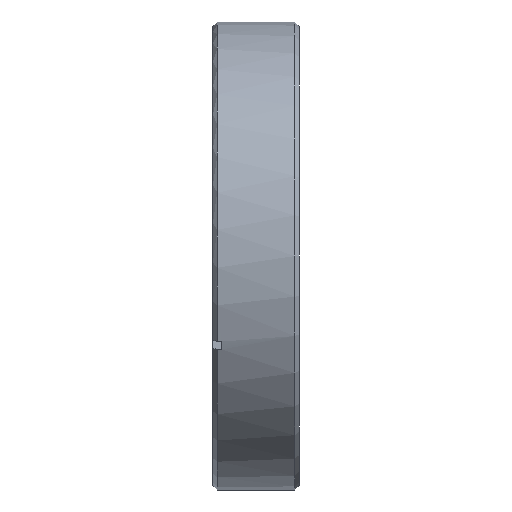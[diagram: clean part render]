
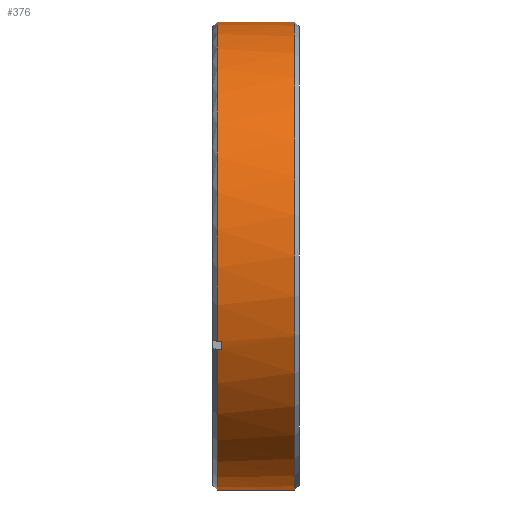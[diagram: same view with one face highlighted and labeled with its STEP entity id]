
A CAD part, front view. The second image highlights one B-rep face of the part: STEP entity #376.
In plain terms, the highlighted cylindrical face has radius 42.799 mm (diameter 85.598 mm), a partial arc.
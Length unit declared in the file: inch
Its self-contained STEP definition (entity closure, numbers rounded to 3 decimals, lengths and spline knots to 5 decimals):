
#1 = CARTESIAN_POINT ( 'NONE',  ( 0.062, -1.54461, -0.67335 ) ) ;
#12 = CARTESIAN_POINT ( 'NONE',  ( 0.59, 0., 0. ) ) ;
#81 = VERTEX_POINT ( 'NONE', #1617 ) ;
#264 = CIRCLE ( 'NONE', #1204, 1.685 ) ;
#277 = AXIS2_PLACEMENT_3D ( 'NONE', #1355, #411, #775 ) ;
#292 = DIRECTION ( 'NONE',  ( -1., 0., 0. ) ) ;
#300 = VERTEX_POINT ( 'NONE', #1156 ) ;
#310 = ORIENTED_EDGE ( 'NONE', *, *, #608, .T. ) ;
#314 = VECTOR ( 'NONE', #1490, 39.37008 ) ;
#376 = ADVANCED_FACE ( 'NONE', ( #1746 ), #2309, .T. ) ;
#391 = CARTESIAN_POINT ( 'NONE',  ( 0., 0., -1.685 ) ) ;
#411 = DIRECTION ( 'NONE',  ( 1., 0., 0. ) ) ;
#419 = VERTEX_POINT ( 'NONE', #1571 ) ;
#498 = CARTESIAN_POINT ( 'NONE',  ( 0.062, 0., 0. ) ) ;
#596 = EDGE_CURVE ( 'NONE', #81, #2030, #1443, .T. ) ;
#608 = EDGE_CURVE ( 'NONE', #2030, #1999, #2172, .T. ) ;
#625 = CARTESIAN_POINT ( 'NONE',  ( 0.062, -1.54461, -0.67335 ) ) ;
#668 = DIRECTION ( 'NONE',  ( 1., 0., 0. ) ) ;
#739 = EDGE_LOOP ( 'NONE', ( #2182, #795, #1215, #310, #1949, #1765, #1019, #967 ) ) ;
#775 = DIRECTION ( 'NONE',  ( 0., 0., -1. ) ) ;
#795 = ORIENTED_EDGE ( 'NONE', *, *, #1432, .T. ) ;
#808 = DIRECTION ( 'NONE',  ( -1., 0., 0. ) ) ;
#824 = VECTOR ( 'NONE', #1142, 39.37008 ) ;
#845 = CARTESIAN_POINT ( 'NONE',  ( 0.062, -1.56834, -0.61607 ) ) ;
#871 = VERTEX_POINT ( 'NONE', #2142 ) ;
#967 = ORIENTED_EDGE ( 'NONE', *, *, #2332, .T. ) ;
#1019 = ORIENTED_EDGE ( 'NONE', *, *, #2396, .T. ) ;
#1107 = CARTESIAN_POINT ( 'NONE',  ( 0.59, 0., -1.685 ) ) ;
#1140 = VECTOR ( 'NONE', #1983, 39.37008 ) ;
#1142 = DIRECTION ( 'NONE',  ( -1., 0., 0. ) ) ;
#1156 = CARTESIAN_POINT ( 'NONE',  ( 0.03, 0., -1.685 ) ) ;
#1165 = CARTESIAN_POINT ( 'NONE',  ( 0.03, 0., 1.685 ) ) ;
#1204 = AXIS2_PLACEMENT_3D ( 'NONE', #12, #1499, #1707 ) ;
#1207 = LINE ( 'NONE', #845, #1140 ) ;
#1215 = ORIENTED_EDGE ( 'NONE', *, *, #596, .T. ) ;
#1248 = DIRECTION ( 'NONE',  ( 0., 0., 1. ) ) ;
#1343 = CIRCLE ( 'NONE', #1418, 1.685 ) ;
#1355 = CARTESIAN_POINT ( 'NONE',  ( 0.03, 0., 0. ) ) ;
#1418 = AXIS2_PLACEMENT_3D ( 'NONE', #498, #1790, #1248 ) ;
#1432 = EDGE_CURVE ( 'NONE', #1473, #81, #264, .T. ) ;
#1443 = LINE ( 'NONE', #2354, #2210 ) ;
#1469 = AXIS2_PLACEMENT_3D ( 'NONE', #2144, #808, #1756 ) ;
#1473 = VERTEX_POINT ( 'NONE', #1107 ) ;
#1490 = DIRECTION ( 'NONE',  ( -1., 0., 0. ) ) ;
#1499 = DIRECTION ( 'NONE',  ( -1., 0., 0. ) ) ;
#1571 = CARTESIAN_POINT ( 'NONE',  ( 0.03, -1.54461, -0.67335 ) ) ;
#1589 = VERTEX_POINT ( 'NONE', #625 ) ;
#1617 = CARTESIAN_POINT ( 'NONE',  ( 0.59, 0., 1.685 ) ) ;
#1638 = CARTESIAN_POINT ( 'NONE',  ( 0.03, 0., 0. ) ) ;
#1707 = DIRECTION ( 'NONE',  ( 0., 0., 1. ) ) ;
#1746 = FACE_OUTER_BOUND ( 'NONE', #739, .T. ) ;
#1756 = DIRECTION ( 'NONE',  ( 0., 0., 1. ) ) ;
#1764 = EDGE_CURVE ( 'NONE', #1589, #871, #1343, .T. ) ;
#1765 = ORIENTED_EDGE ( 'NONE', *, *, #1764, .F. ) ;
#1790 = DIRECTION ( 'NONE',  ( -1., 0., 0. ) ) ;
#1890 = EDGE_CURVE ( 'NONE', #1473, #300, #2075, .T. ) ;
#1907 = LINE ( 'NONE', #1, #314 ) ;
#1912 = CARTESIAN_POINT ( 'NONE',  ( 0.03, -1.56834, -0.61607 ) ) ;
#1935 = EDGE_CURVE ( 'NONE', #871, #1999, #1207, .T. ) ;
#1949 = ORIENTED_EDGE ( 'NONE', *, *, #1935, .F. ) ;
#1983 = DIRECTION ( 'NONE',  ( -1., 0., 0. ) ) ;
#1999 = VERTEX_POINT ( 'NONE', #1912 ) ;
#2000 = DIRECTION ( 'NONE',  ( 0., 0., -1. ) ) ;
#2030 = VERTEX_POINT ( 'NONE', #1165 ) ;
#2075 = LINE ( 'NONE', #391, #824 ) ;
#2099 = AXIS2_PLACEMENT_3D ( 'NONE', #1638, #668, #2000 ) ;
#2142 = CARTESIAN_POINT ( 'NONE',  ( 0.062, -1.56834, -0.61607 ) ) ;
#2144 = CARTESIAN_POINT ( 'NONE',  ( 0., 0., 0. ) ) ;
#2172 = CIRCLE ( 'NONE', #2099, 1.685 ) ;
#2182 = ORIENTED_EDGE ( 'NONE', *, *, #1890, .F. ) ;
#2210 = VECTOR ( 'NONE', #292, 39.37008 ) ;
#2309 = CYLINDRICAL_SURFACE ( 'NONE', #1469, 1.685 ) ;
#2332 = EDGE_CURVE ( 'NONE', #419, #300, #2395, .T. ) ;
#2354 = CARTESIAN_POINT ( 'NONE',  ( 0., 0., 1.685 ) ) ;
#2395 = CIRCLE ( 'NONE', #277, 1.685 ) ;
#2396 = EDGE_CURVE ( 'NONE', #1589, #419, #1907, .T. ) ;
